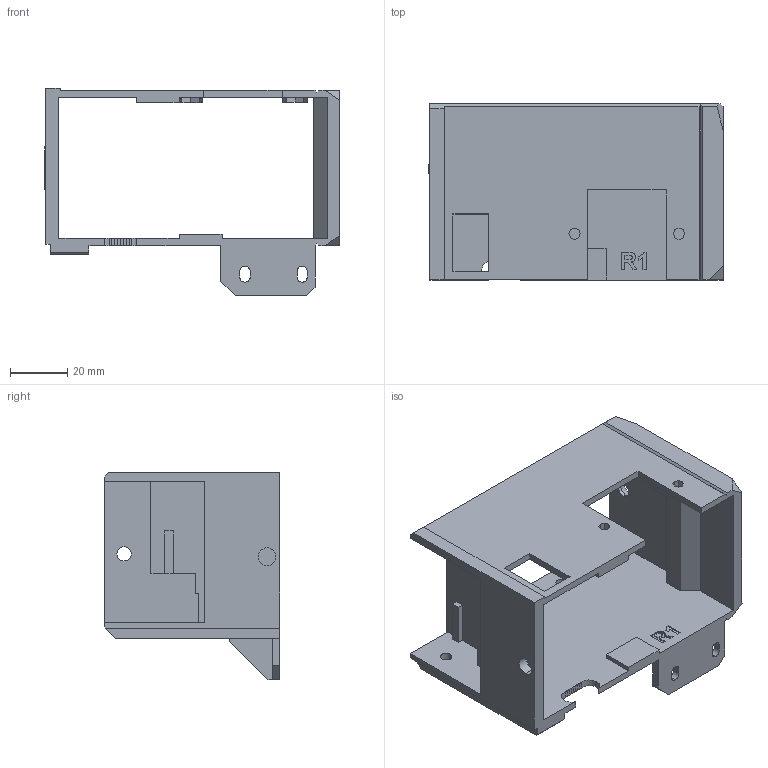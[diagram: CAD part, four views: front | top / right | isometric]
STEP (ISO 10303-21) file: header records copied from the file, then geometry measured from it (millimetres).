
FILE_DESCRIPTION (( 'STEP AP214' ), '1' );
FILE_NAME ('PSU-cover-MK3_top.step', '2018-05-02T22:13:37', ( '' ), ( '' ), 'SwSTEP 2.0', 'SolidWorks 2017', '' );
FILE_SCHEMA (( 'AUTOMOTIVE_DESIGN' ));
Length unit declared in the file: millimetre
Products named in the file (1): PSU-cover-MK3_top
Bounding box: 103 x 61.5 x 72.5 mm (x, y, z)
Volume: 57684.2 mm3; surface area: 37844 mm2
Topology: 1 solids, 1 shells, 187 faces, 537 edges, 356 vertices
Faces by surface type: plane 145, cylinder 27, bspline 9, cone 6
Entity records: 6615 total; most frequent: CARTESIAN_POINT 1648, ORIENTED_EDGE 1074, DIRECTION 937, EDGE_CURVE 537, VECTOR 455, LINE 455, VERTEX_POINT 356, AXIS2_PLACEMENT_3D 241
